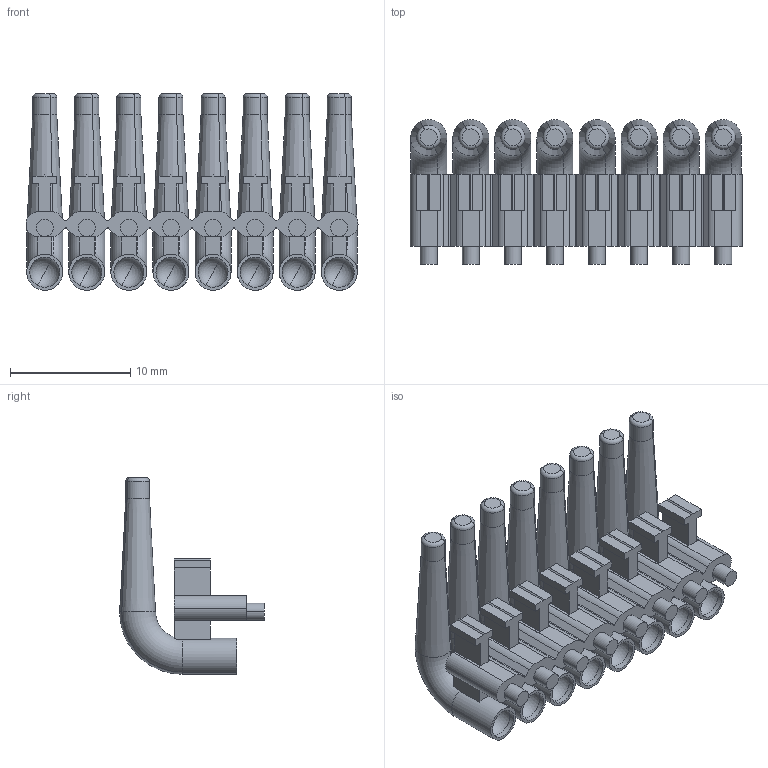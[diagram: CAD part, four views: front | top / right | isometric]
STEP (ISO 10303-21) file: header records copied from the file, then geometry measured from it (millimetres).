
FILE_DESCRIPTION(('CATIA V5 STEP Exchange','CAx-IF Rec.Pracs.--- Model Styling and Organization---1.2---2011-12-15'),'2;1');
FILE_NAME ('D1453080_0_1597650000_1597650000.stp','2018-10-16T16:47:24+00:00',('none'),('Weidmueller'),'CATIA Version 5-6 Release 2014','CATIA V5 STEP AP214','none');
FILE_SCHEMA(('AUTOMOTIVE_DESIGN { 1 0 10303 214 1 1 1 1 }'));
Length unit declared in the file: millimetre
Products named in the file (1): 1597650000
Bounding box: 27.62 x 12.05 x 16.35 mm (x, y, z)
Volume: 1383.5 mm3; surface area: 2433.5 mm2
Topology: 1 solids, 1 shells, 407 faces, 1121 edges, 716 vertices
Faces by surface type: plane 193, cylinder 142, torus 40, cone 16, sphere 16
Entity records: 11852 total; most frequent: CARTESIAN_POINT 2291, ORIENTED_EDGE 2210, DIRECTION 1571, EDGE_CURVE 1105, VERTEX_POINT 716, AXIS2_PLACEMENT_3D 674, VECTOR 637, LINE 637
